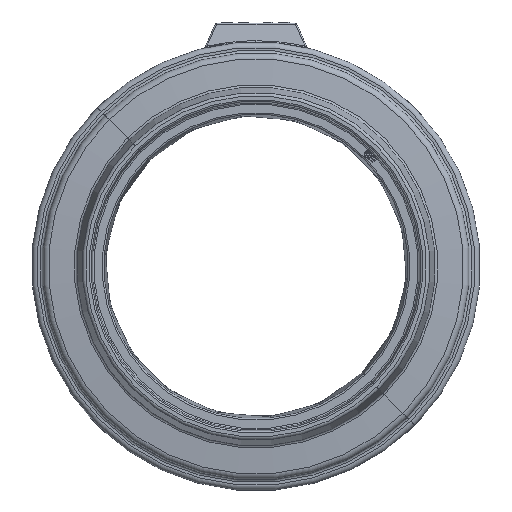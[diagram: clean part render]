
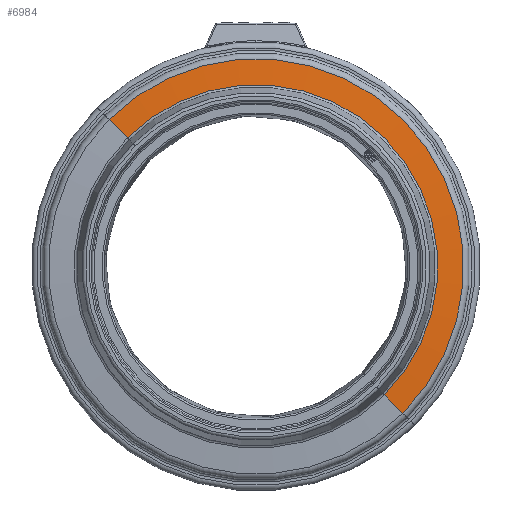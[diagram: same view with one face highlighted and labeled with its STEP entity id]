
A CAD part, front view. The second image highlights one B-rep face of the part: STEP entity #6984.
In plain terms, the highlighted conical face has half-angle 85 degrees and reference radius 384.046 mm.
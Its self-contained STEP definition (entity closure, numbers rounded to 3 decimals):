
#187 = AXIS2_PLACEMENT_3D ( 'NONE', #10376, #10368, #10396 ) ;
#618 = AXIS2_PLACEMENT_3D ( 'NONE', #8199, #8181, #8182 ) ;
#745 = EDGE_CURVE ( 'NONE', #2662, #2674, #5263, .T. ) ;
#754 = EDGE_CURVE ( 'NONE', #2679, #2674, #5270, .T. ) ;
#782 = EDGE_CURVE ( 'NONE', #2659, #2679, #5314, .T. ) ;
#1291 = CIRCLE ( 'NONE', #6821, 336.036 ) ;
#1314 = CONICAL_SURFACE ( 'NONE', #618, 384.046, 1.484 ) ;
#1325 = FACE_OUTER_BOUND ( 'NONE', #7722, .T. ) ;
#2659 = VERTEX_POINT ( 'NONE', #6092 ) ;
#2662 = VERTEX_POINT ( 'NONE', #6124 ) ;
#2674 = VERTEX_POINT ( 'NONE', #6113 ) ;
#2679 = VERTEX_POINT ( 'NONE', #6134 ) ;
#5263 = LINE ( 'NONE', #10349, #5277 ) ;
#5270 = CIRCLE ( 'NONE', #187, 384.046 ) ;
#5277 = VECTOR ( 'NONE', #10326, 1000. ) ;
#5314 = LINE ( 'NONE', #10428, #5327 ) ;
#5327 = VECTOR ( 'NONE', #10422, 1000. ) ;
#6092 = CARTESIAN_POINT ( 'NONE',  ( -532.474, -146.155, -99.387 ) ) ;
#6113 = CARTESIAN_POINT ( 'NONE',  ( -23.3, -141.954, -608.561 ) ) ;
#6124 = CARTESIAN_POINT ( 'NONE',  ( -57.248, -146.155, -574.613 ) ) ;
#6134 = CARTESIAN_POINT ( 'NONE',  ( -566.422, -141.954, -65.439 ) ) ;
#6821 = AXIS2_PLACEMENT_3D ( 'NONE', #10890, #10884, #10907 ) ;
#6984 = ADVANCED_FACE ( 'NONE', ( #1325 ), #1314, .T. ) ;
#7122 = ORIENTED_EDGE ( 'NONE', *, *, #11831, .T. ) ;
#7135 = ORIENTED_EDGE ( 'NONE', *, *, #782, .F. ) ;
#7227 = ORIENTED_EDGE ( 'NONE', *, *, #745, .T. ) ;
#7238 = ORIENTED_EDGE ( 'NONE', *, *, #754, .F. ) ;
#7722 = EDGE_LOOP ( 'NONE', ( #7122, #7227, #7238, #7135 ) ) ;
#8181 = DIRECTION ( 'NONE',  ( 0., 1., 0. ) ) ;
#8182 = DIRECTION ( 'NONE',  ( -0.707, 0., 0.707 ) ) ;
#8199 = CARTESIAN_POINT ( 'NONE',  ( -294.861, -141.954, -337. ) ) ;
#10326 = DIRECTION ( 'NONE',  ( 0.704, 0.087, -0.704 ) ) ;
#10349 = CARTESIAN_POINT ( 'NONE',  ( -23.3, -141.954, -608.561 ) ) ;
#10368 = DIRECTION ( 'NONE',  ( 0., 1., 0. ) ) ;
#10376 = CARTESIAN_POINT ( 'NONE',  ( -294.861, -141.954, -337. ) ) ;
#10396 = DIRECTION ( 'NONE',  ( -0.707, 0., 0.707 ) ) ;
#10422 = DIRECTION ( 'NONE',  ( -0.704, 0.087, 0.704 ) ) ;
#10428 = CARTESIAN_POINT ( 'NONE',  ( -566.422, -141.954, -65.439 ) ) ;
#10884 = DIRECTION ( 'NONE',  ( 0., 1., 0. ) ) ;
#10890 = CARTESIAN_POINT ( 'NONE',  ( -294.861, -146.155, -337. ) ) ;
#10907 = DIRECTION ( 'NONE',  ( -0.707, 0., 0.707 ) ) ;
#11831 = EDGE_CURVE ( 'NONE', #2659, #2662, #1291, .T. ) ;
